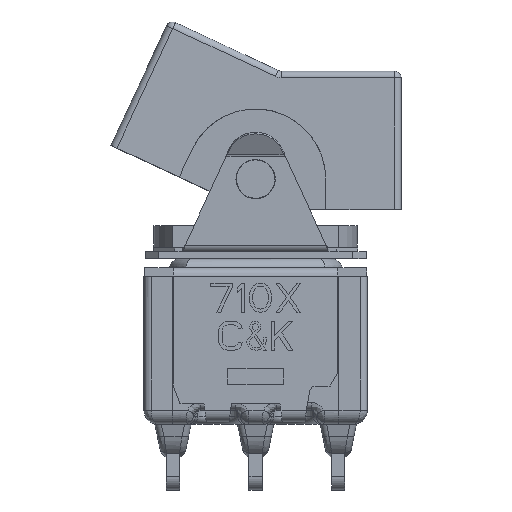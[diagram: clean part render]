
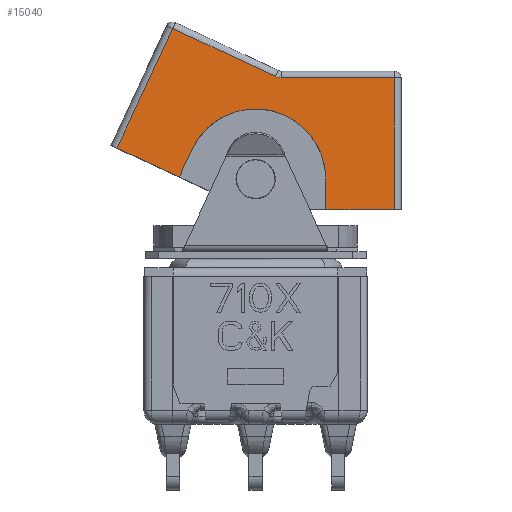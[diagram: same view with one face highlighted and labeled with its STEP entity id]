
A CAD part, top view. The second image highlights one B-rep face of the part: STEP entity #15040.
In plain terms, the highlighted planar face has unit normal (0.006, 0.026, 1).
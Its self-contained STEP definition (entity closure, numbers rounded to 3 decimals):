
#265=ELLIPSE($,#15963,3.989,3.988);
#432=PLANE($,#15962);
#1053=FACE_OUTER_BOUND($,#1930,.T.);
#1930=EDGE_LOOP($,(#10348,#10349,#10350,#10351,#10352,#10353,#10354,#10355,
#10356,#10357));
#2852=LINE($,#21450,#4587);
#2863=LINE($,#21475,#4598);
#2864=LINE($,#21478,#4599);
#2865=LINE($,#21482,#4600);
#2866=LINE($,#21484,#4601);
#2867=LINE($,#21486,#4602);
#2868=LINE($,#21488,#4603);
#2869=LINE($,#21491,#4604);
#4587=VECTOR($,#17224,7.505);
#4598=VECTOR($,#17241,3.902);
#4599=VECTOR($,#17244,1.736);
#4600=VECTOR($,#17247,1.736);
#4601=VECTOR($,#17248,3.902);
#4602=VECTOR($,#17249,7.505);
#4603=VECTOR($,#17250,6.442);
#4604=VECTOR($,#17253,6.442);
#6321=CIRCLE($,#15964,0.762);
#6599=VERTEX_POINT($,#21447);
#6600=VERTEX_POINT($,#21449);
#6611=VERTEX_POINT($,#21473);
#6612=VERTEX_POINT($,#21477);
#6613=VERTEX_POINT($,#21479);
#6614=VERTEX_POINT($,#21481);
#6615=VERTEX_POINT($,#21483);
#6616=VERTEX_POINT($,#21485);
#6617=VERTEX_POINT($,#21487);
#6618=VERTEX_POINT($,#21489);
#8056=EDGE_CURVE($,#6600,#6599,#2852,.T.);
#8069=EDGE_CURVE($,#6599,#6611,#2863,.T.);
#8070=EDGE_CURVE($,#6612,#6611,#2864,.T.);
#8071=EDGE_CURVE($,#6613,#6612,#265,.T.);
#8072=EDGE_CURVE($,#6614,#6613,#2865,.T.);
#8073=EDGE_CURVE($,#6614,#6615,#2866,.T.);
#8074=EDGE_CURVE($,#6615,#6616,#2867,.T.);
#8075=EDGE_CURVE($,#6616,#6617,#2868,.T.);
#8076=EDGE_CURVE($,#6617,#6618,#6321,.T.);
#8077=EDGE_CURVE($,#6618,#6600,#2869,.T.);
#10348=ORIENTED_EDGE($,*,*,#8056,.T.);
#10349=ORIENTED_EDGE($,*,*,#8069,.T.);
#10350=ORIENTED_EDGE($,*,*,#8070,.F.);
#10351=ORIENTED_EDGE($,*,*,#8071,.F.);
#10352=ORIENTED_EDGE($,*,*,#8072,.F.);
#10353=ORIENTED_EDGE($,*,*,#8073,.T.);
#10354=ORIENTED_EDGE($,*,*,#8074,.T.);
#10355=ORIENTED_EDGE($,*,*,#8075,.T.);
#10356=ORIENTED_EDGE($,*,*,#8076,.T.);
#10357=ORIENTED_EDGE($,*,*,#8077,.T.);
#15040=ADVANCED_FACE($,(#1053),#432,.T.);
#15962=AXIS2_PLACEMENT_3D($,#21476,#17242,#17243);
#15963=AXIS2_PLACEMENT_3D($,#21480,#17245,#17246);
#15964=AXIS2_PLACEMENT_3D($,#21490,#17251,#17252);
#17224=DIRECTION($,(-0.422,-0.906,0.026));
#17241=DIRECTION($,(0.906,-0.423,0.006));
#17242=DIRECTION('center_axis',(0.006,0.026,
1.));
#17243=DIRECTION('ref_axis',(0.976,-0.216,0.));
#17244=DIRECTION($,(-0.422,-0.906,0.026));
#17245=DIRECTION('center_axis',(0.006,0.026,
1.));
#17246=DIRECTION('ref_axis',(0.216,0.976,-0.026));
#17247=DIRECTION($,(0.,1.,-0.026));
#17248=DIRECTION($,(1.,0.,-0.006));
#17249=DIRECTION($,(0.,1.,-0.026));
#17250=DIRECTION($,(-1.,0.,0.006));
#17251=DIRECTION('center_axis',(-0.006,-0.026,-1.));
#17252=DIRECTION('ref_axis',(-0.423,-0.906,0.026));
#17253=DIRECTION($,(-0.906,0.423,-0.006));
#21447=CARTESIAN_POINT('',(-7.884,18.781,9.753));
#21449=CARTESIAN_POINT('',(-4.713,25.581,9.561));
#21450=CARTESIAN_POINT($,(-4.713,25.581,9.561));
#21473=CARTESIAN_POINT('',(-4.348,17.132,9.775));
#21475=CARTESIAN_POINT($,(-7.884,18.781,9.753));
#21476=CARTESIAN_POINT('Origin',(-25.05,22.573,9.754));
#21477=CARTESIAN_POINT('',(-3.614,18.705,9.731));
#21478=CARTESIAN_POINT($,(-3.614,18.705,9.731));
#21479=CARTESIAN_POINT('',(3.988,17.02,9.731));
#21480=CARTESIAN_POINT('Origin',(0.,17.02,9.754));
#21481=CARTESIAN_POINT('',(3.988,15.284,9.775));
#21482=CARTESIAN_POINT($,(3.988,15.284,9.775));
#21483=CARTESIAN_POINT('',(7.889,15.284,9.753));
#21484=CARTESIAN_POINT($,(3.988,15.284,9.775));
#21485=CARTESIAN_POINT('',(7.889,22.787,9.561));
#21486=CARTESIAN_POINT($,(7.889,15.284,9.753));
#21487=CARTESIAN_POINT('',(1.447,22.787,9.598));
#21488=CARTESIAN_POINT($,(7.889,22.787,9.561));
#21489=CARTESIAN_POINT('',(1.125,22.858,9.598));
#21490=CARTESIAN_POINT('Origin',(1.447,23.548,9.578));
#21491=CARTESIAN_POINT($,(1.125,22.858,9.598));
